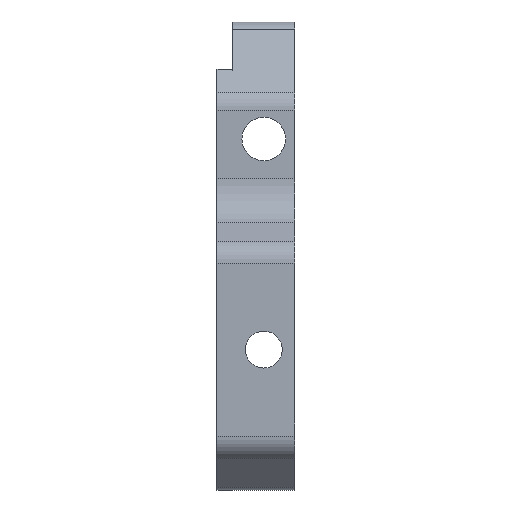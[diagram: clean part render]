
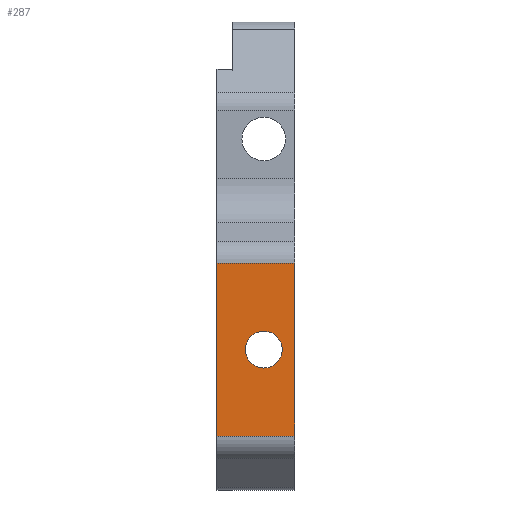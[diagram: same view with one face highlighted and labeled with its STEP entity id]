
A CAD part, left-side view. The second image highlights one B-rep face of the part: STEP entity #287.
In plain terms, the highlighted planar face has unit normal (-1, 0, 0).
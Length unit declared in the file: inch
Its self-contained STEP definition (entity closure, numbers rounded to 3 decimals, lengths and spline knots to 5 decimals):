
#8 = CARTESIAN_POINT ( 'NONE',  ( -0.25123, 0.1, 0.45 ) ) ;
#16 = CARTESIAN_POINT ( 'NONE',  ( -0.25123, 0.1, 0.45 ) ) ;
#29 = CARTESIAN_POINT ( 'NONE',  ( -0.25123, 0.25, 0.72715 ) ) ;
#38 = EDGE_CURVE ( 'NONE', #406, #1217, #226, .T. ) ;
#41 = FACE_BOUND ( 'NONE', #475, .T. ) ;
#53 = EDGE_LOOP ( 'NONE', ( #495, #411, #1015, #572 ) ) ;
#54 = EDGE_CURVE ( 'NONE', #1274, #487, #1147, .T. ) ;
#102 = CARTESIAN_POINT ( 'NONE',  ( -0.25123, 0., 0. ) ) ;
#125 = EDGE_CURVE ( 'NONE', #554, #1109, #566, .T. ) ;
#175 = DIRECTION ( 'NONE',  ( 0., 0., 1. ) ) ;
#199 = DIRECTION ( 'NONE',  ( 0., 0., 1. ) ) ;
#212 = ORIENTED_EDGE ( 'NONE', *, *, #125, .F. ) ;
#226 = LINE ( 'NONE', #1023, #1005 ) ;
#284 = ORIENTED_EDGE ( 'NONE', *, *, #1128, .F. ) ;
#287 = ADVANCED_FACE ( 'NONE', ( #1251, #41 ), #1162, .F. ) ;
#292 = CARTESIAN_POINT ( 'NONE',  ( -0.25123, 0.1, 0.39094 ) ) ;
#294 = EDGE_CURVE ( 'NONE', #406, #487, #1069, .T. ) ;
#369 = DIRECTION ( 'NONE',  ( 1., 0., 0. ) ) ;
#406 = VERTEX_POINT ( 'NONE', #1213 ) ;
#411 = ORIENTED_EDGE ( 'NONE', *, *, #38, .T. ) ;
#413 = DIRECTION ( 'NONE',  ( 0., 1., 0. ) ) ;
#416 = DIRECTION ( 'NONE',  ( -1., 0., 0. ) ) ;
#475 = EDGE_LOOP ( 'NONE', ( #284, #212 ) ) ;
#484 = AXIS2_PLACEMENT_3D ( 'NONE', #1157, #369, #854 ) ;
#487 = VERTEX_POINT ( 'NONE', #29 ) ;
#495 = ORIENTED_EDGE ( 'NONE', *, *, #294, .F. ) ;
#538 = LINE ( 'NONE', #102, #1292 ) ;
#554 = VERTEX_POINT ( 'NONE', #292 ) ;
#566 = CIRCLE ( 'NONE', #868, 0.05906 ) ;
#572 = ORIENTED_EDGE ( 'NONE', *, *, #54, .T. ) ;
#612 = CARTESIAN_POINT ( 'NONE',  ( -0.25123, 0.1, 0.50906 ) ) ;
#630 = DIRECTION ( 'NONE',  ( 0., -1., 0. ) ) ;
#766 = VECTOR ( 'NONE', #413, 39.37008 ) ;
#776 = CARTESIAN_POINT ( 'NONE',  ( -0.25123, 0.25, 0. ) ) ;
#778 = VECTOR ( 'NONE', #175, 39.37008 ) ;
#804 = DIRECTION ( 'NONE',  ( -1., 0., 0. ) ) ;
#854 = DIRECTION ( 'NONE',  ( 0., 1., 0. ) ) ;
#868 = AXIS2_PLACEMENT_3D ( 'NONE', #8, #804, #944 ) ;
#922 = CARTESIAN_POINT ( 'NONE',  ( -0.25123, 0., 0.72715 ) ) ;
#944 = DIRECTION ( 'NONE',  ( 0., 0., 1. ) ) ;
#1005 = VECTOR ( 'NONE', #630, 39.37008 ) ;
#1015 = ORIENTED_EDGE ( 'NONE', *, *, #1089, .T. ) ;
#1023 = CARTESIAN_POINT ( 'NONE',  ( -0.25123, 1.18441, 0.17285 ) ) ;
#1039 = CIRCLE ( 'NONE', #1059, 0.05906 ) ;
#1059 = AXIS2_PLACEMENT_3D ( 'NONE', #16, #416, #1189 ) ;
#1069 = LINE ( 'NONE', #776, #778 ) ;
#1089 = EDGE_CURVE ( 'NONE', #1217, #1274, #538, .T. ) ;
#1109 = VERTEX_POINT ( 'NONE', #612 ) ;
#1113 = CARTESIAN_POINT ( 'NONE',  ( -0.25123, 1.18441, 0.72715 ) ) ;
#1128 = EDGE_CURVE ( 'NONE', #1109, #554, #1039, .T. ) ;
#1147 = LINE ( 'NONE', #1113, #766 ) ;
#1157 = CARTESIAN_POINT ( 'NONE',  ( -0.25123, 1.18441, 0. ) ) ;
#1162 = PLANE ( 'NONE',  #484 ) ;
#1189 = DIRECTION ( 'NONE',  ( 0., 0., 1. ) ) ;
#1213 = CARTESIAN_POINT ( 'NONE',  ( -0.25123, 0.25, 0.17285 ) ) ;
#1215 = CARTESIAN_POINT ( 'NONE',  ( -0.25123, 0., 0.17285 ) ) ;
#1217 = VERTEX_POINT ( 'NONE', #1215 ) ;
#1251 = FACE_OUTER_BOUND ( 'NONE', #53, .T. ) ;
#1274 = VERTEX_POINT ( 'NONE', #922 ) ;
#1292 = VECTOR ( 'NONE', #199, 39.37008 ) ;
